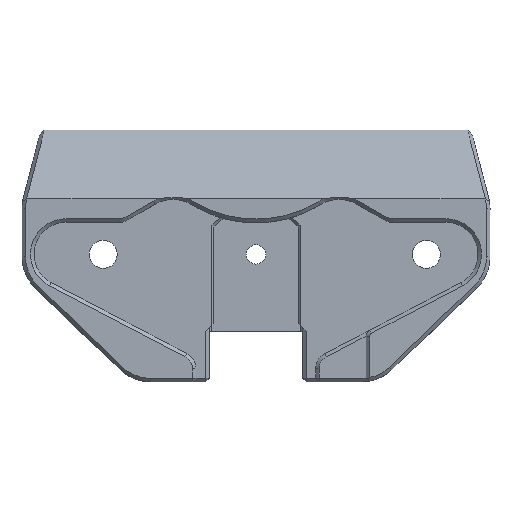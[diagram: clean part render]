
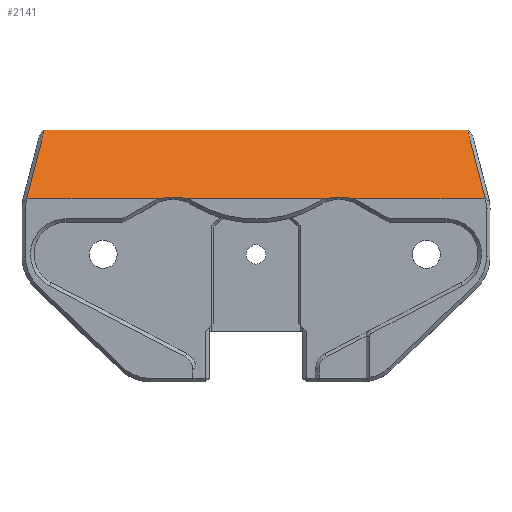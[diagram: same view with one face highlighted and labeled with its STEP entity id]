
A CAD part, top view. The second image highlights one B-rep face of the part: STEP entity #2141.
In plain terms, the highlighted planar face has unit normal (0, 0.705, 0.71).
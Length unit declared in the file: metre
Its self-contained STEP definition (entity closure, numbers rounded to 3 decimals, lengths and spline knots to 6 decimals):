
#43=ELLIPSE('',#2331,0.838097,0.071333);
#44=ELLIPSE('',#2332,0.341733,0.029086);
#45=ELLIPSE('',#2333,0.341733,0.029086);
#46=ELLIPSE('',#2334,0.838097,0.071333);
#101=LINE('',#3159,#318);
#111=LINE('',#3194,#328);
#162=LINE('',#3353,#379);
#208=LINE('',#3470,#425);
#209=LINE('',#3472,#426);
#210=LINE('',#3474,#427);
#318=VECTOR('',#2505,1.);
#328=VECTOR('',#2531,1.);
#379=VECTOR('',#2646,1.);
#425=VECTOR('',#2744,1.);
#426=VECTOR('',#2745,1.);
#427=VECTOR('',#2746,1.);
#721=ORIENTED_EDGE('',*,*,#1176,.T.);
#722=ORIENTED_EDGE('',*,*,#1321,.T.);
#723=ORIENTED_EDGE('',*,*,#1265,.T.);
#724=ORIENTED_EDGE('',*,*,#1322,.T.);
#725=ORIENTED_EDGE('',*,*,#1323,.T.);
#726=ORIENTED_EDGE('',*,*,#1324,.T.);
#727=ORIENTED_EDGE('',*,*,#1325,.T.);
#728=ORIENTED_EDGE('',*,*,#1326,.T.);
#729=ORIENTED_EDGE('',*,*,#1192,.T.);
#730=ORIENTED_EDGE('',*,*,#1327,.T.);
#1176=EDGE_CURVE('',#1492,#1493,#101,.T.);
#1192=EDGE_CURVE('',#1509,#1508,#111,.T.);
#1265=EDGE_CURVE('',#1573,#1572,#162,.T.);
#1321=EDGE_CURVE('',#1493,#1573,#43,.T.);
#1322=EDGE_CURVE('',#1572,#1613,#44,.F.);
#1323=EDGE_CURVE('',#1613,#1614,#208,.T.);
#1324=EDGE_CURVE('',#1614,#1615,#209,.F.);
#1325=EDGE_CURVE('',#1615,#1616,#210,.T.);
#1326=EDGE_CURVE('',#1616,#1509,#45,.F.);
#1327=EDGE_CURVE('',#1508,#1492,#46,.T.);
#1492=VERTEX_POINT('',#3160);
#1493=VERTEX_POINT('',#3161);
#1508=VERTEX_POINT('',#3193);
#1509=VERTEX_POINT('',#3195);
#1572=VERTEX_POINT('',#3352);
#1573=VERTEX_POINT('',#3354);
#1613=VERTEX_POINT('',#3469);
#1614=VERTEX_POINT('',#3471);
#1615=VERTEX_POINT('',#3473);
#1616=VERTEX_POINT('',#3475);
#1771=EDGE_LOOP('',(#721,#722,#723,#724,#725,#726,#727,#728,#729,#730));
#1917=FACE_BOUND('',#1771,.T.);
#2056=PLANE('',#2330);
#2141=ADVANCED_FACE('',(#1917),#2056,.F.);
#2330=AXIS2_PLACEMENT_3D('',#3466,#2738,#2739);
#2331=AXIS2_PLACEMENT_3D('',#3467,#2740,#2741);
#2332=AXIS2_PLACEMENT_3D('',#3468,#2742,#2743);
#2333=AXIS2_PLACEMENT_3D('',#3476,#2747,#2748);
#2334=AXIS2_PLACEMENT_3D('',#3477,#2749,#2750);
#2505=DIRECTION('',(1.,0.,0.));
#2531=DIRECTION('',(1.,0.,0.));
#2646=DIRECTION('',(1.,0.,0.));
#2738=DIRECTION('',(0.,-0.705,-0.71));
#2739=DIRECTION('',(0.,-0.71,0.705));
#2740=DIRECTION('',(0.,-0.705,-0.71));
#2741=DIRECTION('',(0.,-0.71,0.705));
#2742=DIRECTION('',(0.,-0.705,-0.71));
#2743=DIRECTION('',(0.,0.71,-0.705));
#2744=DIRECTION('',(-0.181,0.698,-0.693));
#2745=DIRECTION('',(1.,0.,0.));
#2746=DIRECTION('',(-0.181,-0.698,0.693));
#2747=DIRECTION('',(0.,-0.705,-0.71));
#2748=DIRECTION('',(0.,0.71,-0.705));
#2749=DIRECTION('',(0.,-0.705,-0.71));
#2750=DIRECTION('',(0.,-0.71,0.705));
#3159=CARTESIAN_POINT('',(0.01013,0.006335,0.0082));
#3160=CARTESIAN_POINT('',(-0.00773,0.006335,0.0082));
#3161=CARTESIAN_POINT('',(0.00773,0.006335,0.0082));
#3193=CARTESIAN_POINT('',(-0.01127,0.006335,0.0082));
#3194=CARTESIAN_POINT('',(-0.01013,0.006335,0.0082));
#3195=CARTESIAN_POINT('',(-0.026255,0.006335,0.0082));
#3352=CARTESIAN_POINT('',(0.026255,0.006335,0.0082));
#3353=CARTESIAN_POINT('',(0.01013,0.006335,0.0082));
#3354=CARTESIAN_POINT('',(0.01127,0.006335,0.0082));
#3466=CARTESIAN_POINT('',(0.01013,0.010629,0.003937));
#3467=CARTESIAN_POINT('',(0.0095,-0.588249,0.598492));
#3468=CARTESIAN_POINT('',(0.021793,0.24598,-0.229715));
#3469=CARTESIAN_POINT('',(0.02626,0.006341,0.008194));
#3470=CARTESIAN_POINT('',(0.024219,0.014234,0.000358));
#3471=CARTESIAN_POINT('',(0.024218,0.014238,0.000354));
#3472=CARTESIAN_POINT('',(0.000043,0.014238,0.000354));
#3473=CARTESIAN_POINT('',(-0.024218,0.014238,0.000354));
#3474=CARTESIAN_POINT('',(-0.026241,0.006416,0.00812));
#3475=CARTESIAN_POINT('',(-0.02626,0.006341,0.008194));
#3476=CARTESIAN_POINT('',(-0.021793,0.24598,-0.229715));
#3477=CARTESIAN_POINT('',(-0.0095,-0.588249,0.598492));
